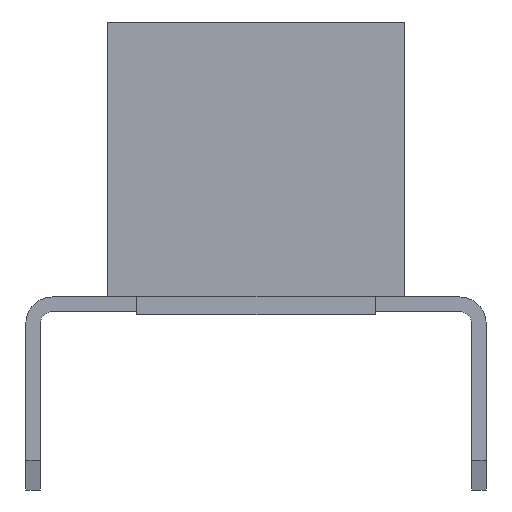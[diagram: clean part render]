
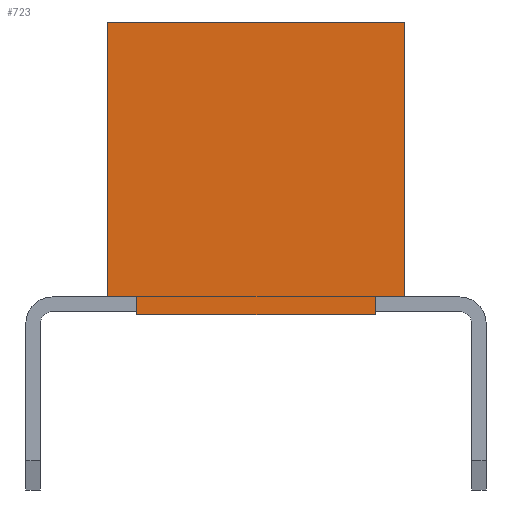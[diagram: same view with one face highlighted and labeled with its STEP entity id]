
A CAD part, left-side view. The second image highlights one B-rep face of the part: STEP entity #723.
In plain terms, the highlighted planar face has unit normal (-1, 0, 0).
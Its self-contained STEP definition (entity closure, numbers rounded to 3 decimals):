
#723=ADVANCED_FACE('',(#3512),#2208,.T.);
#2208=PLANE('',#29114);
#3512=FACE_OUTER_BOUND('',#5104,.T.);
#5104=EDGE_LOOP('',(#7790,#7791,#7792,#7793,#7794,#7795,#7796,#7797));
#7790=ORIENTED_EDGE('',*,*,#18579,.T.);
#7791=ORIENTED_EDGE('',*,*,#18577,.T.);
#7792=ORIENTED_EDGE('',*,*,#18616,.F.);
#7793=ORIENTED_EDGE('',*,*,#18005,.T.);
#7794=ORIENTED_EDGE('',*,*,#18617,.T.);
#7795=ORIENTED_EDGE('',*,*,#18618,.T.);
#7796=ORIENTED_EDGE('',*,*,#18619,.F.);
#7797=ORIENTED_EDGE('',*,*,#18001,.T.);
#15393=VERTEX_POINT('',#39595);
#15394=VERTEX_POINT('',#39597);
#15397=VERTEX_POINT('',#39603);
#15398=VERTEX_POINT('',#39605);
#15967=VERTEX_POINT('',#40744);
#15969=VERTEX_POINT('',#40748);
#15970=VERTEX_POINT('',#40792);
#15971=VERTEX_POINT('',#40794);
#18001=EDGE_CURVE('',#15394,#15393,#22129,.T.);
#18005=EDGE_CURVE('',#15398,#15397,#22133,.T.);
#18577=EDGE_CURVE('',#15967,#15969,#22705,.T.);
#18579=EDGE_CURVE('',#15393,#15967,#22707,.T.);
#18616=EDGE_CURVE('',#15398,#15969,#22744,.T.);
#18617=EDGE_CURVE('',#15397,#15970,#22745,.T.);
#18618=EDGE_CURVE('',#15970,#15971,#22746,.T.);
#18619=EDGE_CURVE('',#15394,#15971,#22747,.T.);
#22129=LINE('',#39596,#25895);
#22133=LINE('',#39604,#25899);
#22705=LINE('',#40749,#26471);
#22707=LINE('',#40752,#26473);
#22744=LINE('',#40790,#26510);
#22745=LINE('',#40791,#26511);
#22746=LINE('',#40793,#26512);
#22747=LINE('',#40795,#26513);
#25895=VECTOR('',#31583,1.);
#25899=VECTOR('',#31587,1.);
#26471=VECTOR('',#32161,1.);
#26473=VECTOR('',#32165,1.);
#26510=VECTOR('',#32204,1.);
#26511=VECTOR('',#32205,1.);
#26512=VECTOR('',#32206,1.);
#26513=VECTOR('',#32207,1.);
#29114=AXIS2_PLACEMENT_3D('',#40796,#32208,#32209);
#31583=DIRECTION('',(0.,-1.,0.));
#31587=DIRECTION('',(0.,-1.,0.));
#32161=DIRECTION('',(0.,1.,0.));
#32165=DIRECTION('',(0.,0.,1.));
#32204=DIRECTION('',(0.,0.,1.));
#32205=DIRECTION('',(0.,0.,-1.));
#32206=DIRECTION('',(0.,-1.,0.));
#32207=DIRECTION('',(0.,0.,-1.));
#32208=DIRECTION('',(-1.,0.,0.));
#32209=DIRECTION('',(0.,0.,1.));
#39595=CARTESIAN_POINT('',(0.,0.,0.));
#39596=CARTESIAN_POINT('',(0.,2.54,0.));
#39597=CARTESIAN_POINT('',(0.,0.5,0.));
#39603=CARTESIAN_POINT('',(0.,4.58,0.));
#39604=CARTESIAN_POINT('',(0.,2.54,0.));
#39605=CARTESIAN_POINT('',(0.,5.08,0.));
#40744=CARTESIAN_POINT('',(0.,0.,4.7));
#40748=CARTESIAN_POINT('',(0.,5.08,4.7));
#40749=CARTESIAN_POINT('',(0.,2.54,4.7));
#40752=CARTESIAN_POINT('',(0.,0.,0.));
#40790=CARTESIAN_POINT('',(0.,5.08,0.));
#40791=CARTESIAN_POINT('',(0.,4.58,-0.3));
#40792=CARTESIAN_POINT('',(0.,4.58,-0.3));
#40793=CARTESIAN_POINT('',(0.,4.58,-0.3));
#40794=CARTESIAN_POINT('',(0.,0.5,-0.3));
#40795=CARTESIAN_POINT('',(0.,0.5,-0.3));
#40796=CARTESIAN_POINT('',(0.,2.54,0.));
